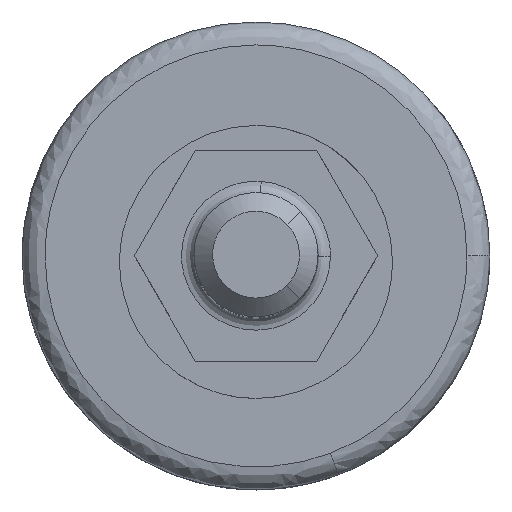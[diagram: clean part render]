
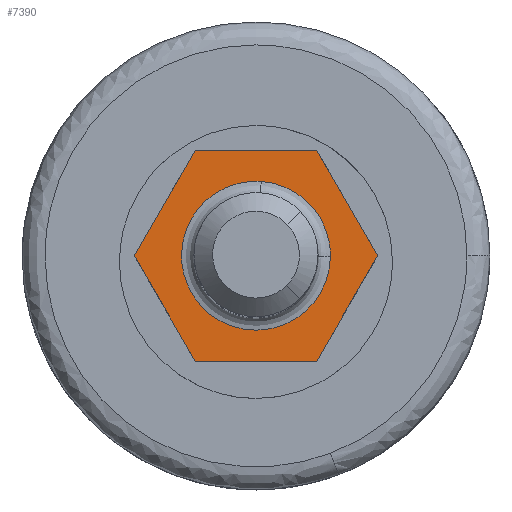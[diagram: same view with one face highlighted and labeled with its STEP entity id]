
A CAD part, top view. The second image highlights one B-rep face of the part: STEP entity #7390.
In plain terms, the highlighted free-form (B-spline) face has degree [1, 1] with [2, 2] control points.
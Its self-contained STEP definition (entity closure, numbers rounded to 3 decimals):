
#6203=CARTESIAN_POINT('',(-6.0,0.0,20.5));
#6204=VERTEX_POINT('',#6203);
#6205=CARTESIAN_POINT('',(0.418,5.985,20.5));
#6206=VERTEX_POINT('',#6205);
#6207=CARTESIAN_POINT('',(-6.0,0.0,20.5));
#6208=CARTESIAN_POINT('',(-6.,0.385,20.5));
#6209=CARTESIAN_POINT('',(-5.938,1.025,20.5));
#6210=CARTESIAN_POINT('',(-5.665,2.069,20.5));
#6211=CARTESIAN_POINT('',(-5.214,3.054,20.5));
#6212=CARTESIAN_POINT('',(-4.542,3.966,20.5));
#6213=CARTESIAN_POINT('',(-3.743,4.731,20.5));
#6214=CARTESIAN_POINT('',(-2.926,5.27,20.5));
#6215=CARTESIAN_POINT('',(-1.94,5.708,20.5));
#6216=CARTESIAN_POINT('',(-0.867,5.982,20.5));
#6217=CARTESIAN_POINT('',(-0.016,6.016,20.5));
#6218=CARTESIAN_POINT('',(0.418,5.985,20.5));
#6219=B_SPLINE_CURVE_WITH_KNOTS('',3,(#6207,#6208,#6209,#6210,#6211,#6212,#6213,#6214,#6215,#6216,#6217,#6218),.UNSPECIFIED.,.F.,.U.,(4,1,1,1,1,1,1,1,1,4),(0.,1.154,1.923,3.23,4.383,5.306,6.537,7.306,8.536,9.844),.UNSPECIFIED.);
#6220=EDGE_CURVE('',#6204,#6206,#6219,.T.);
#6222=CARTESIAN_POINT('',(-0.038,-6.,20.5));
#6223=VERTEX_POINT('',#6222);
#6224=CARTESIAN_POINT('',(-0.038,-6.,20.5));
#6225=CARTESIAN_POINT('',(-0.404,-5.998,20.5));
#6226=CARTESIAN_POINT('',(-1.162,-5.923,20.5));
#6227=CARTESIAN_POINT('',(-2.222,-5.61,20.5));
#6228=CARTESIAN_POINT('',(-3.096,-5.165,20.5));
#6229=CARTESIAN_POINT('',(-3.895,-4.598,20.5));
#6230=CARTESIAN_POINT('',(-4.596,-3.909,20.5));
#6231=CARTESIAN_POINT('',(-5.173,-3.085,20.5));
#6232=CARTESIAN_POINT('',(-5.542,-2.338,20.5));
#6233=CARTESIAN_POINT('',(-5.889,-1.344,20.5));
#6234=CARTESIAN_POINT('',(-6.,-0.562,20.5));
#6235=CARTESIAN_POINT('',(-6.0,0.0,20.5));
#6236=B_SPLINE_CURVE_WITH_KNOTS('',3,(#6224,#6225,#6226,#6227,#6228,#6229,#6230,#6231,#6232,#6233,#6234,#6235),.UNSPECIFIED.,.F.,.U.,(4,1,1,1,1,1,1,1,1,4),(0.,1.1,2.273,3.3,4.034,5.207,6.234,7.04,7.7,9.387),.UNSPECIFIED.);
#6237=EDGE_CURVE('',#6223,#6204,#6236,.T.);
#6239=CARTESIAN_POINT('',(6.,-0.075,20.5));
#6240=VERTEX_POINT('',#6239);
#6241=CARTESIAN_POINT('',(6.,-0.075,20.5));
#6242=CARTESIAN_POINT('',(5.994,-0.491,20.5));
#6243=CARTESIAN_POINT('',(5.914,-1.174,20.5));
#6244=CARTESIAN_POINT('',(5.588,-2.279,20.5));
#6245=CARTESIAN_POINT('',(5.096,-3.244,20.5));
#6246=CARTESIAN_POINT('',(4.439,-4.069,20.5));
#6247=CARTESIAN_POINT('',(3.759,-4.704,20.5));
#6248=CARTESIAN_POINT('',(3.012,-5.221,20.5));
#6249=CARTESIAN_POINT('',(2.258,-5.576,20.5));
#6250=CARTESIAN_POINT('',(1.258,-5.904,20.5));
#6251=CARTESIAN_POINT('',(0.525,-6.004,20.5));
#6252=CARTESIAN_POINT('',(-0.038,-6.,20.5));
#6253=B_SPLINE_CURVE_WITH_KNOTS('',3,(#6241,#6242,#6243,#6244,#6245,#6246,#6247,#6248,#6249,#6250,#6251,#6252),.UNSPECIFIED.,.F.,.U.,(4,1,1,1,1,1,1,1,1,4),(0.,1.247,2.053,3.447,4.474,5.207,6.234,7.187,7.7,9.387),.UNSPECIFIED.);
#6254=EDGE_CURVE('',#6240,#6223,#6253,.T.);
#6303=CARTESIAN_POINT('',(6.0,0.0,20.5));
#6304=VERTEX_POINT('',#6303);
#6305=CARTESIAN_POINT('',(0.418,5.985,20.5));
#6306=CARTESIAN_POINT('',(0.957,5.948,20.5));
#6307=CARTESIAN_POINT('',(1.791,5.775,20.5));
#6308=CARTESIAN_POINT('',(2.867,5.3,20.5));
#6309=CARTESIAN_POINT('',(3.736,4.737,20.5));
#6310=CARTESIAN_POINT('',(4.628,3.897,20.5));
#6311=CARTESIAN_POINT('',(5.288,2.916,20.5));
#6312=CARTESIAN_POINT('',(5.716,1.898,20.5));
#6313=CARTESIAN_POINT('',(5.946,0.985,20.5));
#6314=CARTESIAN_POINT('',(6.,0.328,20.5));
#6315=CARTESIAN_POINT('',(6.0,0.0,20.5));
#6316=B_SPLINE_CURVE_WITH_KNOTS('',3,(#6305,#6306,#6307,#6308,#6309,#6310,#6311,#6312,#6313,#6314,#6315),.UNSPECIFIED.,.F.,.U.,(4,1,1,1,1,1,1,1,4),(0.,1.618,2.533,3.518,4.714,6.192,7.036,8.021,9.006),.UNSPECIFIED.);
#6317=EDGE_CURVE('',#6206,#6304,#6316,.T.);
#6323=CARTESIAN_POINT('',(6.0,0.0,20.5));
#6324=CARTESIAN_POINT('',(6.,-0.075,20.5));
#6325=QUASI_UNIFORM_CURVE('',1,(#6323,#6324),.UNSPECIFIED.,.F.,.U.);
#6326=EDGE_CURVE('',#6304,#6240,#6325,.T.);
#7334=CARTESIAN_POINT('',(-10.779,-9.349,20.5));
#7335=CARTESIAN_POINT('',(10.779,-9.349,20.5));
#7336=CARTESIAN_POINT('',(-10.779,9.349,20.5));
#7337=CARTESIAN_POINT('',(10.779,9.349,20.5));
#7338=B_SPLINE_SURFACE_WITH_KNOTS('',1,1,((#7334,#7336),(#7335,#7337)),.UNSPECIFIED.,.F.,.F.,.U.,(2,2),(2,2),(0.0,21.558),(0.0,18.698),.UNSPECIFIED.);
#7339=CARTESIAN_POINT('',(4.893,8.5,20.5));
#7340=VERTEX_POINT('',#7339);
#7341=CARTESIAN_POINT('',(-4.893,8.5,20.5));
#7342=VERTEX_POINT('',#7341);
#7343=CARTESIAN_POINT('',(4.893,8.5,20.5));
#7344=CARTESIAN_POINT('',(-4.893,8.5,20.5));
#7345=QUASI_UNIFORM_CURVE('',1,(#7343,#7344),.UNSPECIFIED.,.F.,.U.);
#7346=EDGE_CURVE('',#7340,#7342,#7345,.T.);
#7347=ORIENTED_EDGE('',*,*,#7346,.T.);
#7348=CARTESIAN_POINT('',(-9.8,0.0,20.5));
#7349=VERTEX_POINT('',#7348);
#7350=CARTESIAN_POINT('',(-4.893,8.5,20.5));
#7351=CARTESIAN_POINT('',(-9.8,0.0,20.5));
#7352=QUASI_UNIFORM_CURVE('',1,(#7350,#7351),.UNSPECIFIED.,.F.,.U.);
#7353=EDGE_CURVE('',#7342,#7349,#7352,.T.);
#7354=ORIENTED_EDGE('',*,*,#7353,.T.);
#7355=CARTESIAN_POINT('',(-4.893,-8.5,20.5));
#7356=VERTEX_POINT('',#7355);
#7357=CARTESIAN_POINT('',(-9.8,0.0,20.5));
#7358=CARTESIAN_POINT('',(-4.893,-8.5,20.5));
#7359=QUASI_UNIFORM_CURVE('',1,(#7357,#7358),.UNSPECIFIED.,.F.,.U.);
#7360=EDGE_CURVE('',#7349,#7356,#7359,.T.);
#7361=ORIENTED_EDGE('',*,*,#7360,.T.);
#7362=CARTESIAN_POINT('',(4.893,-8.5,20.5));
#7363=VERTEX_POINT('',#7362);
#7364=CARTESIAN_POINT('',(-4.893,-8.5,20.5));
#7365=CARTESIAN_POINT('',(4.893,-8.5,20.5));
#7366=QUASI_UNIFORM_CURVE('',1,(#7364,#7365),.UNSPECIFIED.,.F.,.U.);
#7367=EDGE_CURVE('',#7356,#7363,#7366,.T.);
#7368=ORIENTED_EDGE('',*,*,#7367,.T.);
#7369=CARTESIAN_POINT('',(9.8,0.0,20.5));
#7370=VERTEX_POINT('',#7369);
#7371=CARTESIAN_POINT('',(4.893,-8.5,20.5));
#7372=CARTESIAN_POINT('',(9.8,0.0,20.5));
#7373=QUASI_UNIFORM_CURVE('',1,(#7371,#7372),.UNSPECIFIED.,.F.,.U.);
#7374=EDGE_CURVE('',#7363,#7370,#7373,.T.);
#7375=ORIENTED_EDGE('',*,*,#7374,.T.);
#7376=CARTESIAN_POINT('',(9.8,0.0,20.5));
#7377=CARTESIAN_POINT('',(4.893,8.5,20.5));
#7378=QUASI_UNIFORM_CURVE('',1,(#7376,#7377),.UNSPECIFIED.,.F.,.U.);
#7379=EDGE_CURVE('',#7370,#7340,#7378,.T.);
#7380=ORIENTED_EDGE('',*,*,#7379,.T.);
#7381=EDGE_LOOP('',(#7347,#7354,#7361,#7368,#7375,#7380));
#7382=FACE_OUTER_BOUND('',#7381,.T.);
#7383=ORIENTED_EDGE('',*,*,#6326,.T.);
#7384=ORIENTED_EDGE('',*,*,#6254,.T.);
#7385=ORIENTED_EDGE('',*,*,#6237,.T.);
#7386=ORIENTED_EDGE('',*,*,#6220,.T.);
#7387=ORIENTED_EDGE('',*,*,#6317,.T.);
#7388=EDGE_LOOP('',(#7383,#7384,#7385,#7386,#7387));
#7389=FACE_BOUND('',#7388,.T.);
#7390=ADVANCED_FACE('',(#7382,#7389),#7338,.T.);
